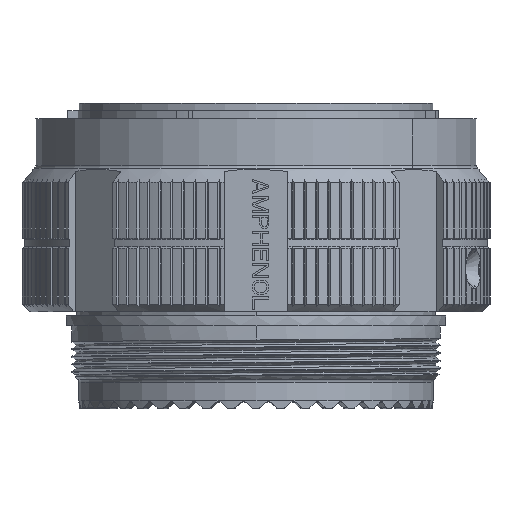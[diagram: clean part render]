
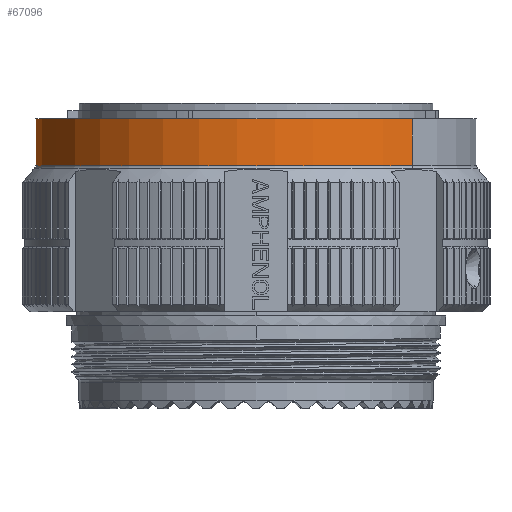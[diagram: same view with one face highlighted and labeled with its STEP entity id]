
A CAD part, left-side view. The second image highlights one B-rep face of the part: STEP entity #67096.
In plain terms, the highlighted cylindrical face has radius 22.174 mm (diameter 44.348 mm), a partial arc.
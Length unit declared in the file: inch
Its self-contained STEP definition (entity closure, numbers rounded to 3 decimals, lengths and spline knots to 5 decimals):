
#5368=CARTESIAN_POINT('',(0.,0.,0.53));
#5369=DIRECTION('',(0.,0.,1.));
#5370=DIRECTION('',(0.707,0.707,0.));
#5371=AXIS2_PLACEMENT_3D('',#5368,#5369,#5370);
#5388=DIRECTION('',(0.,0.,1.));
#5389=VECTOR('',#5388,0.185);
#5390=CARTESIAN_POINT('',(0.6173,0.6173,0.345));
#5391=LINE('',#5390,#5389);
#5392=DIRECTION('',(0.,0.,1.));
#5393=VECTOR('',#5392,0.185);
#5394=CARTESIAN_POINT('',(-0.6173,-0.6173,0.345));
#5395=LINE('',#5394,#5393);
#5396=CARTESIAN_POINT('',(0.,0.,0.345));
#5397=DIRECTION('',(0.,0.,1.));
#5398=DIRECTION('',(0.707,0.707,0.));
#5399=AXIS2_PLACEMENT_3D('',#5396,#5397,#5398);
#54913=CARTESIAN_POINT('',(0.6173,0.6173,0.345));
#54914=CARTESIAN_POINT('',(0.6173,0.6173,0.53));
#54915=VERTEX_POINT('',#54913);
#54916=VERTEX_POINT('',#54914);
#54917=CARTESIAN_POINT('',(-0.6173,-0.6173,0.345));
#54918=CARTESIAN_POINT('',(-0.6173,-0.6173,0.53));
#54919=VERTEX_POINT('',#54917);
#54920=VERTEX_POINT('',#54918);
#67082=CARTESIAN_POINT('',(0.,0.,0.56815));
#67083=DIRECTION('',(0.,0.,-1.));
#67084=DIRECTION('',(-0.707,-0.707,0.));
#67085=AXIS2_PLACEMENT_3D('',#67082,#67083,#67084);
#67086=CYLINDRICAL_SURFACE('',#67085,0.873);
#67088=ORIENTED_EDGE('',*,*,#67087,.T.);
#67089=ORIENTED_EDGE('',*,*,#67070,.T.);
#67091=ORIENTED_EDGE('',*,*,#67090,.F.);
#67093=ORIENTED_EDGE('',*,*,#67092,.F.);
#67094=EDGE_LOOP('',(#67088,#67089,#67091,#67093));
#67095=FACE_OUTER_BOUND('',#67094,.F.);
#67096=ADVANCED_FACE('',(#67095),#67086,.T.);
#5372=CIRCLE('',#5371,0.873);
#5400=CIRCLE('',#5399,0.873);
#67070=EDGE_CURVE('',#54916,#54920,#5372,.T.);
#67087=EDGE_CURVE('',#54915,#54916,#5391,.T.);
#67090=EDGE_CURVE('',#54919,#54920,#5395,.T.);
#67092=EDGE_CURVE('',#54915,#54919,#5400,.T.);
